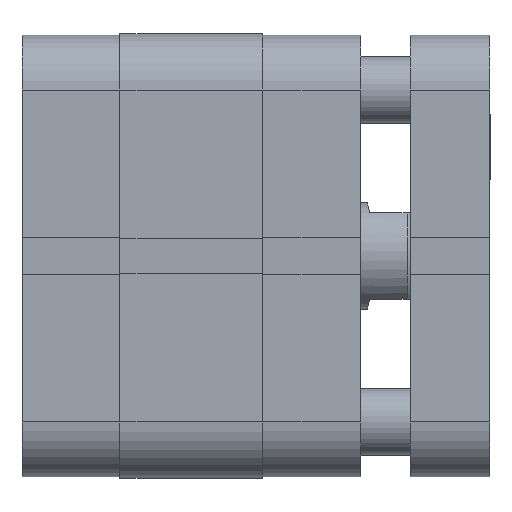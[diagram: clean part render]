
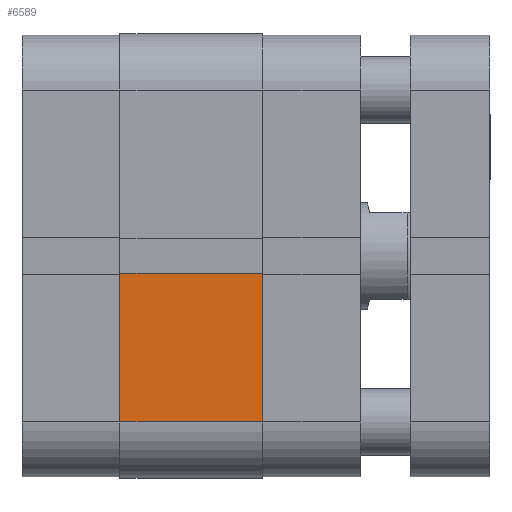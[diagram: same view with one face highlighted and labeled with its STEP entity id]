
A CAD part, front view. The second image highlights one B-rep face of the part: STEP entity #6589.
In plain terms, the highlighted planar face has unit normal (0, -1, 0).
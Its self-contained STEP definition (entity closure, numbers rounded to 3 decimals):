
#415 = AXIS2_PLACEMENT_3D ( 'NONE', #1741, #1750, #1751 ) ;
#1738 = PLANE ( 'NONE',  #415 ) ;
#1741 = CARTESIAN_POINT ( 'NONE',  ( 0., -33.5, 21.5 ) ) ;
#1750 = DIRECTION ( 'NONE',  ( 0., 1., 0. ) ) ;
#1751 = DIRECTION ( 'NONE',  ( 0., 0., 1. ) ) ;
#2175 = CARTESIAN_POINT ( 'NONE',  ( 0., -33.5, 0. ) ) ;
#2176 = DIRECTION ( 'NONE',  ( 1., 0., 0. ) ) ;
#2472 = FACE_OUTER_BOUND ( 'NONE', #6764, .T. ) ;
#2752 = LINE ( 'NONE', #2175, #2753 ) ;
#2753 = VECTOR ( 'NONE', #2176, 1000. ) ;
#2898 = LINE ( 'NONE', #4085, #2899 ) ;
#2899 = VECTOR ( 'NONE', #4086, 1000. ) ;
#2984 = VECTOR ( 'NONE', #4300, 1000. ) ;
#2998 = LINE ( 'NONE', #4299, #2984 ) ;
#3091 = LINE ( 'NONE', #4522, #3101 ) ;
#3101 = VECTOR ( 'NONE', #4524, 1000. ) ;
#3642 = ORIENTED_EDGE ( 'NONE', *, *, #7763, .T. ) ;
#3643 = ORIENTED_EDGE ( 'NONE', *, *, #7887, .F. ) ;
#3644 = ORIENTED_EDGE ( 'NONE', *, *, #7832, .F. ) ;
#3645 = ORIENTED_EDGE ( 'NONE', *, *, #7672, .T. ) ;
#4085 = CARTESIAN_POINT ( 'NONE',  ( -25., -33.5, 21.5 ) ) ;
#4086 = DIRECTION ( 'NONE',  ( 0., 0., -1. ) ) ;
#4299 = CARTESIAN_POINT ( 'NONE',  ( -2.6, -33.5, 21.5 ) ) ;
#4300 = DIRECTION ( 'NONE',  ( 0., 0., -1. ) ) ;
#4522 = CARTESIAN_POINT ( 'NONE',  ( 0., -33.5, 21.5 ) ) ;
#4524 = DIRECTION ( 'NONE',  ( 1., 0., 0. ) ) ;
#4657 = CARTESIAN_POINT ( 'NONE',  ( -25., -33.5, 0. ) ) ;
#4762 = CARTESIAN_POINT ( 'NONE',  ( -2.6, -33.5, 0. ) ) ;
#4999 = CARTESIAN_POINT ( 'NONE',  ( -2.6, -33.5, 21.5 ) ) ;
#5053 = CARTESIAN_POINT ( 'NONE',  ( -25., -33.5, 21.5 ) ) ;
#6589 = ADVANCED_FACE ( 'NONE', ( #2472 ), #1738, .F. ) ;
#6764 = EDGE_LOOP ( 'NONE', ( #3645, #3644, #3643, #3642 ) ) ;
#7672 = EDGE_CURVE ( 'NONE', #8081, #8166, #2752, .T. ) ;
#7763 = EDGE_CURVE ( 'NONE', #8471, #8081, #2898, .T. ) ;
#7832 = EDGE_CURVE ( 'NONE', #8405, #8166, #2998, .T. ) ;
#7887 = EDGE_CURVE ( 'NONE', #8471, #8405, #3091, .T. ) ;
#8081 = VERTEX_POINT ( 'NONE', #4657 ) ;
#8166 = VERTEX_POINT ( 'NONE', #4762 ) ;
#8405 = VERTEX_POINT ( 'NONE', #4999 ) ;
#8471 = VERTEX_POINT ( 'NONE', #5053 ) ;
